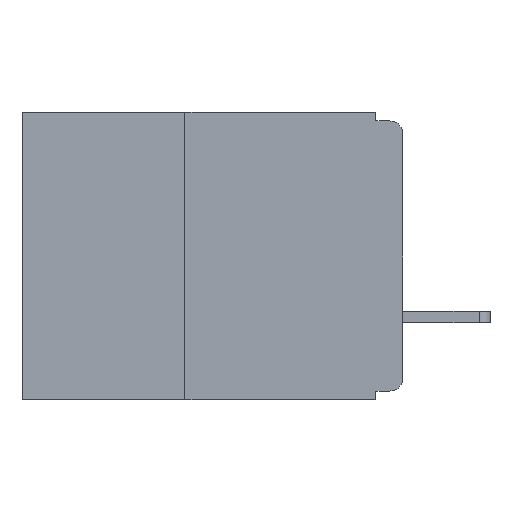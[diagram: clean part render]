
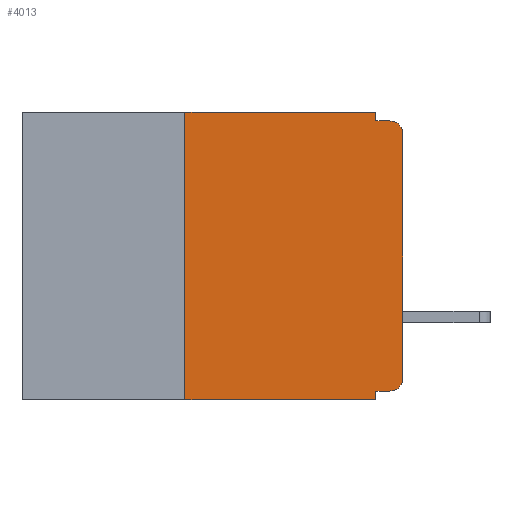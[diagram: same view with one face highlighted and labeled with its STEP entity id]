
A CAD part, left-side view. The second image highlights one B-rep face of the part: STEP entity #4013.
In plain terms, the highlighted planar face has unit normal (-1, 0, 0).
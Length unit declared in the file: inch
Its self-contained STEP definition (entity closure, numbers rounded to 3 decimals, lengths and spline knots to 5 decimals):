
#91 = EDGE_CURVE ( 'NONE', #5555, #9543, #5481, .T. ) ;
#192 = CARTESIAN_POINT ( 'NONE',  ( 0., 0.437, -0.33 ) ) ;
#292 = VECTOR ( 'NONE', #4346, 39.37008 ) ;
#304 = LINE ( 'NONE', #192, #292 ) ;
#538 = ORIENTED_EDGE ( 'NONE', *, *, #10757, .F. ) ;
#690 = VERTEX_POINT ( 'NONE', #4267 ) ;
#697 = EDGE_CURVE ( 'NONE', #2668, #7629, #2725, .T. ) ;
#744 = VERTEX_POINT ( 'NONE', #10678 ) ;
#753 = VECTOR ( 'NONE', #4685, 39.37008 ) ;
#1002 = CARTESIAN_POINT ( 'NONE',  ( 0., 0.437, 0. ) ) ;
#1023 = PLANE ( 'NONE',  #11006 ) ;
#1229 = DIRECTION ( 'NONE',  ( 0., -1., 0. ) ) ;
#1377 = CIRCLE ( 'NONE', #2702, 0.015 ) ;
#1551 = AXIS2_PLACEMENT_3D ( 'NONE', #8531, #2584, #2444 ) ;
#1800 = CARTESIAN_POINT ( 'NONE',  ( 0., 0.25, 0. ) ) ;
#1937 = VECTOR ( 'NONE', #2773, 39.37008 ) ;
#1951 = LINE ( 'NONE', #5891, #1937 ) ;
#2219 = CARTESIAN_POINT ( 'NONE',  ( 0., 0.031, -0.33 ) ) ;
#2315 = LINE ( 'NONE', #9732, #4782 ) ;
#2342 = VECTOR ( 'NONE', #2656, 39.37008 ) ;
#2444 = DIRECTION ( 'NONE',  ( 0., 0., -1. ) ) ;
#2451 = EDGE_CURVE ( 'NONE', #690, #10067, #1951, .T. ) ;
#2584 = DIRECTION ( 'NONE',  ( -1., 0., 0. ) ) ;
#2656 = DIRECTION ( 'NONE',  ( 0., 0., 1. ) ) ;
#2667 = EDGE_CURVE ( 'NONE', #744, #7629, #1377, .T. ) ;
#2668 = VERTEX_POINT ( 'NONE', #8757 ) ;
#2686 = CARTESIAN_POINT ( 'NONE',  ( 0., 0.031, 0. ) ) ;
#2702 = AXIS2_PLACEMENT_3D ( 'NONE', #6807, #6657, #6829 ) ;
#2711 = LINE ( 'NONE', #4699, #2342 ) ;
#2725 = LINE ( 'NONE', #7949, #2781 ) ;
#2773 = DIRECTION ( 'NONE',  ( 0., 1., 0. ) ) ;
#2781 = VECTOR ( 'NONE', #4077, 39.37008 ) ;
#2985 = EDGE_CURVE ( 'NONE', #5906, #6942, #304, .T. ) ;
#3094 = EDGE_CURVE ( 'NONE', #690, #9161, #9836, .T. ) ;
#3468 = ORIENTED_EDGE ( 'NONE', *, *, #9793, .T. ) ;
#3591 = ORIENTED_EDGE ( 'NONE', *, *, #2667, .T. ) ;
#3668 = ORIENTED_EDGE ( 'NONE', *, *, #697, .F. ) ;
#3960 = ORIENTED_EDGE ( 'NONE', *, *, #91, .F. ) ;
#4013 = ADVANCED_FACE ( 'NONE', ( #6311 ), #1023, .F. ) ;
#4077 = DIRECTION ( 'NONE',  ( 0., -1., 0. ) ) ;
#4088 = EDGE_CURVE ( 'NONE', #10067, #6942, #5008, .T. ) ;
#4267 = CARTESIAN_POINT ( 'NONE',  ( 0., 0.015, -0.32 ) ) ;
#4287 = ORIENTED_EDGE ( 'NONE', *, *, #2451, .F. ) ;
#4346 = DIRECTION ( 'NONE',  ( 0., -1., 0. ) ) ;
#4685 = DIRECTION ( 'NONE',  ( 0., 0., -1. ) ) ;
#4699 = CARTESIAN_POINT ( 'NONE',  ( 0., 0., 0. ) ) ;
#4782 = VECTOR ( 'NONE', #10519, 39.37008 ) ;
#4964 = CARTESIAN_POINT ( 'NONE',  ( 0., 0., -0.305 ) ) ;
#5008 = LINE ( 'NONE', #2219, #5328 ) ;
#5328 = VECTOR ( 'NONE', #9602, 39.37008 ) ;
#5481 = LINE ( 'NONE', #1002, #5650 ) ;
#5555 = VERTEX_POINT ( 'NONE', #1800 ) ;
#5650 = VECTOR ( 'NONE', #1229, 39.37008 ) ;
#5891 = CARTESIAN_POINT ( 'NONE',  ( 0., 0., -0.32 ) ) ;
#5906 = VERTEX_POINT ( 'NONE', #8920 ) ;
#6106 = CARTESIAN_POINT ( 'NONE',  ( 0., 0.031, -0.33 ) ) ;
#6311 = FACE_OUTER_BOUND ( 'NONE', #7230, .T. ) ;
#6335 = ORIENTED_EDGE ( 'NONE', *, *, #11062, .F. ) ;
#6657 = DIRECTION ( 'NONE',  ( -1., 0., 0. ) ) ;
#6807 = CARTESIAN_POINT ( 'NONE',  ( 0., 0.015, -0.025 ) ) ;
#6829 = DIRECTION ( 'NONE',  ( 0., 0., -1. ) ) ;
#6942 = VERTEX_POINT ( 'NONE', #6106 ) ;
#7230 = EDGE_LOOP ( 'NONE', ( #3468, #3591, #3668, #538, #3960, #6335, #11960, #9947, #4287, #9494 ) ) ;
#7629 = VERTEX_POINT ( 'NONE', #9685 ) ;
#7949 = CARTESIAN_POINT ( 'NONE',  ( 0., 0., -0.01 ) ) ;
#8531 = CARTESIAN_POINT ( 'NONE',  ( 0., 0.015, -0.305 ) ) ;
#8757 = CARTESIAN_POINT ( 'NONE',  ( 0., 0.031, -0.01 ) ) ;
#8920 = CARTESIAN_POINT ( 'NONE',  ( 0., 0.25, -0.33 ) ) ;
#9161 = VERTEX_POINT ( 'NONE', #4964 ) ;
#9494 = ORIENTED_EDGE ( 'NONE', *, *, #3094, .T. ) ;
#9543 = VERTEX_POINT ( 'NONE', #11544 ) ;
#9602 = DIRECTION ( 'NONE',  ( 0., 0., -1. ) ) ;
#9685 = CARTESIAN_POINT ( 'NONE',  ( 0., 0.015, -0.01 ) ) ;
#9732 = CARTESIAN_POINT ( 'NONE',  ( 0., 0.25, -0.33 ) ) ;
#9793 = EDGE_CURVE ( 'NONE', #9161, #744, #2711, .T. ) ;
#9836 = CIRCLE ( 'NONE', #1551, 0.015 ) ;
#9947 = ORIENTED_EDGE ( 'NONE', *, *, #4088, .F. ) ;
#10067 = VERTEX_POINT ( 'NONE', #11982 ) ;
#10519 = DIRECTION ( 'NONE',  ( 0., 0., 1. ) ) ;
#10678 = CARTESIAN_POINT ( 'NONE',  ( 0., 0., -0.025 ) ) ;
#10757 = EDGE_CURVE ( 'NONE', #9543, #2668, #10968, .T. ) ;
#10968 = LINE ( 'NONE', #2686, #753 ) ;
#11006 = AXIS2_PLACEMENT_3D ( 'NONE', #11639, #11687, #11702 ) ;
#11062 = EDGE_CURVE ( 'NONE', #5906, #5555, #2315, .T. ) ;
#11544 = CARTESIAN_POINT ( 'NONE',  ( 0., 0.031, 0. ) ) ;
#11639 = CARTESIAN_POINT ( 'NONE',  ( 0., 0.437, 0. ) ) ;
#11687 = DIRECTION ( 'NONE',  ( 1., 0., 0. ) ) ;
#11702 = DIRECTION ( 'NONE',  ( 0., 0., -1. ) ) ;
#11960 = ORIENTED_EDGE ( 'NONE', *, *, #2985, .T. ) ;
#11982 = CARTESIAN_POINT ( 'NONE',  ( 0., 0.031, -0.32 ) ) ;
